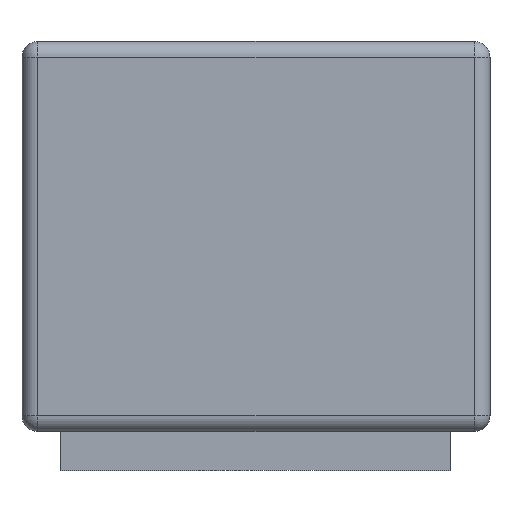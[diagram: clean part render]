
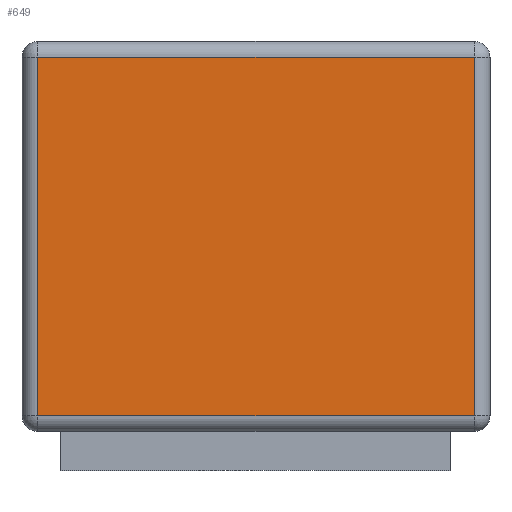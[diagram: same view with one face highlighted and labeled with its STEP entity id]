
A CAD part, front view. The second image highlights one B-rep face of the part: STEP entity #649.
In plain terms, the highlighted planar face has unit normal (0, -1, 0).
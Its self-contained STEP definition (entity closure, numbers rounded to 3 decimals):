
#27=LINE('',#1029,#87);
#29=LINE('',#1035,#89);
#32=LINE('',#1047,#92);
#38=LINE('',#1074,#98);
#87=VECTOR('',#826,10.);
#89=VECTOR('',#832,10.);
#92=VECTOR('',#847,10.);
#98=VECTOR('',#881,10.);
#163=PLANE('',#740);
#205=FACE_OUTER_BOUND('',#252,.T.);
#252=EDGE_LOOP('',(#512,#513,#514,#515));
#319=VERTEX_POINT('',#1011);
#323=VERTEX_POINT('',#1019);
#325=VERTEX_POINT('',#1031);
#329=VERTEX_POINT('',#1045);
#382=EDGE_CURVE('',#319,#323,#27,.T.);
#385=EDGE_CURVE('',#323,#325,#29,.T.);
#391=EDGE_CURVE('',#329,#319,#32,.T.);
#405=EDGE_CURVE('',#325,#329,#38,.T.);
#512=ORIENTED_EDGE('',*,*,#385,.F.);
#513=ORIENTED_EDGE('',*,*,#382,.F.);
#514=ORIENTED_EDGE('',*,*,#391,.F.);
#515=ORIENTED_EDGE('',*,*,#405,.F.);
#649=ADVANCED_FACE('',(#205),#163,.T.);
#740=AXIS2_PLACEMENT_3D('',#1073,#879,#880);
#826=DIRECTION('',(-1.,0.,0.));
#832=DIRECTION('',(0.,0.,1.));
#847=DIRECTION('',(0.,0.,-1.));
#879=DIRECTION('center_axis',(0.,-1.,0.));
#880=DIRECTION('ref_axis',(1.,0.,0.));
#881=DIRECTION('',(1.,0.,0.));
#1011=CARTESIAN_POINT('',(0.28,-0.5,0.02));
#1019=CARTESIAN_POINT('',(-0.28,-0.5,0.02));
#1029=CARTESIAN_POINT('',(-0.15,-0.5,0.02));
#1031=CARTESIAN_POINT('',(-0.28,-0.5,0.48));
#1035=CARTESIAN_POINT('',(-0.28,-0.5,0.));
#1045=CARTESIAN_POINT('',(0.28,-0.5,0.48));
#1047=CARTESIAN_POINT('',(0.28,-0.5,0.));
#1073=CARTESIAN_POINT('Origin',(-0.3,-0.5,0.));
#1074=CARTESIAN_POINT('',(-0.15,-0.5,0.48));
